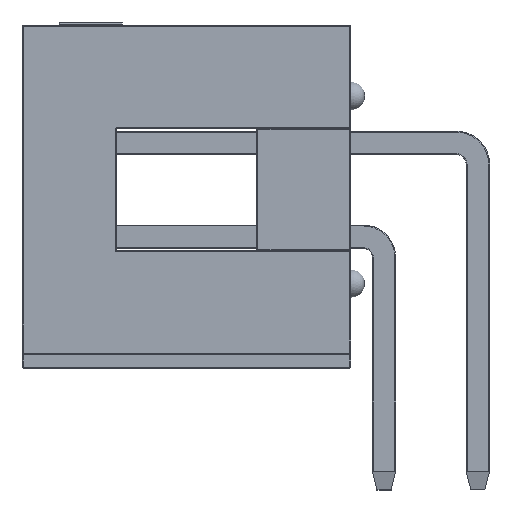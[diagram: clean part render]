
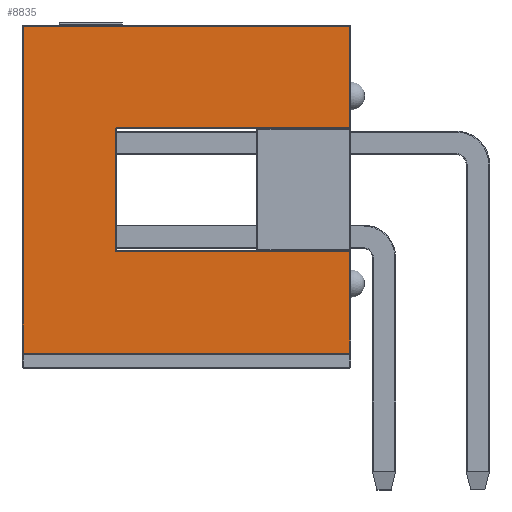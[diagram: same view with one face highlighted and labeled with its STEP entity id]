
A CAD part, front view. The second image highlights one B-rep face of the part: STEP entity #8835.
In plain terms, the highlighted face is planar.
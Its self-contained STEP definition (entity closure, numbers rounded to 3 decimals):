
#503=PLANE('',#9747);
#984=FACE_OUTER_BOUND('',#1529,.T.);
#1529=EDGE_LOOP('',(#7180,#7181,#7182,#7183,#7184,#7185,#7186,#7187,#7188,
#7189));
#2004=CIRCLE('',#9566,0.051);
#2038=CIRCLE('',#9615,0.051);
#2253=LINE('',#13757,#3070);
#2256=LINE('',#13796,#3073);
#2261=LINE('',#13824,#3078);
#2266=LINE('',#13846,#3083);
#2272=LINE('',#13876,#3089);
#2275=LINE('',#13880,#3092);
#2279=LINE('',#13886,#3096);
#2320=LINE('',#13948,#3137);
#3070=VECTOR('',#11035,10.);
#3073=VECTOR('',#11080,10.);
#3078=VECTOR('',#11113,10.);
#3083=VECTOR('',#11140,10.);
#3089=VECTOR('',#11176,10.);
#3092=VECTOR('',#11181,10.);
#3096=VECTOR('',#11189,10.);
#3137=VECTOR('',#11272,10.);
#4035=VERTEX_POINT('',#13519);
#4067=VERTEX_POINT('',#13693);
#4068=VERTEX_POINT('',#13695);
#4089=VERTEX_POINT('',#13752);
#4101=VERTEX_POINT('',#13787);
#4102=VERTEX_POINT('',#13788);
#4113=VERTEX_POINT('',#13819);
#4117=VERTEX_POINT('',#13839);
#4123=VERTEX_POINT('',#13859);
#4127=VERTEX_POINT('',#13867);
#4997=EDGE_CURVE('',#4067,#4068,#2004,.T.);
#5027=EDGE_CURVE('',#4035,#4089,#2253,.T.);
#5041=EDGE_CURVE('',#4101,#4102,#2038,.T.);
#5045=EDGE_CURVE('',#4102,#4067,#2256,.T.);
#5059=EDGE_CURVE('',#4089,#4113,#2261,.T.);
#5070=EDGE_CURVE('',#4117,#4101,#2266,.T.);
#5085=EDGE_CURVE('',#4123,#4127,#2272,.T.);
#5088=EDGE_CURVE('',#4127,#4117,#2275,.T.);
#5092=EDGE_CURVE('',#4113,#4123,#2279,.T.);
#5133=EDGE_CURVE('',#4068,#4035,#2320,.T.);
#7180=ORIENTED_EDGE('',*,*,#5085,.F.);
#7181=ORIENTED_EDGE('',*,*,#5092,.F.);
#7182=ORIENTED_EDGE('',*,*,#5059,.F.);
#7183=ORIENTED_EDGE('',*,*,#5027,.F.);
#7184=ORIENTED_EDGE('',*,*,#5133,.F.);
#7185=ORIENTED_EDGE('',*,*,#4997,.F.);
#7186=ORIENTED_EDGE('',*,*,#5045,.F.);
#7187=ORIENTED_EDGE('',*,*,#5041,.F.);
#7188=ORIENTED_EDGE('',*,*,#5070,.F.);
#7189=ORIENTED_EDGE('',*,*,#5088,.F.);
#8835=ADVANCED_FACE('',(#984),#503,.T.);
#9566=AXIS2_PLACEMENT_3D('',#13696,#10962,#10963);
#9615=AXIS2_PLACEMENT_3D('',#13789,#11070,#11071);
#9747=AXIS2_PLACEMENT_3D('',#14267,#11564,#11565);
#10962=DIRECTION('center_axis',(1.,0.,0.));
#10963=DIRECTION('ref_axis',(0.,-0.707,0.707));
#11035=DIRECTION('',(0.,-1.,0.));
#11070=DIRECTION('center_axis',(1.,0.,0.));
#11071=DIRECTION('ref_axis',(0.,0.707,0.707));
#11080=DIRECTION('',(0.,-1.,0.));
#11113=DIRECTION('',(0.,0.,1.));
#11140=DIRECTION('',(0.,0.,1.));
#11176=DIRECTION('',(0.,0.,-1.));
#11181=DIRECTION('',(0.,-1.,0.));
#11189=DIRECTION('',(0.,1.,0.));
#11272=DIRECTION('',(0.,0.,-1.));
#11564=DIRECTION('center_axis',(1.,0.,0.));
#11565=DIRECTION('ref_axis',(0.,1.,0.));
#13519=CARTESIAN_POINT('',(15.875,-1.676,0.025));
#13693=CARTESIAN_POINT('',(15.875,-1.626,6.375));
#13695=CARTESIAN_POINT('',(15.875,-1.676,6.325));
#13696=CARTESIAN_POINT('Origin',(15.875,-1.626,6.325));
#13752=CARTESIAN_POINT('',(15.875,-4.42,0.025));
#13757=CARTESIAN_POINT('',(15.875,-2.223,0.025));
#13787=CARTESIAN_POINT('',(15.875,1.676,6.325));
#13788=CARTESIAN_POINT('',(15.875,1.626,6.375));
#13789=CARTESIAN_POINT('Origin',(15.875,1.626,6.325));
#13796=CARTESIAN_POINT('',(15.875,-3.048,6.375));
#13819=CARTESIAN_POINT('',(15.875,-4.42,8.865));
#13824=CARTESIAN_POINT('',(15.875,-4.42,0.));
#13839=CARTESIAN_POINT('',(15.875,1.676,0.025));
#13846=CARTESIAN_POINT('',(15.875,1.676,3.175));
#13859=CARTESIAN_POINT('',(15.875,4.42,8.865));
#13867=CARTESIAN_POINT('',(15.875,4.42,0.025));
#13876=CARTESIAN_POINT('',(15.875,4.42,0.));
#13880=CARTESIAN_POINT('',(15.875,-2.223,0.025));
#13886=CARTESIAN_POINT('',(15.875,-2.223,8.865));
#13948=CARTESIAN_POINT('',(15.875,-1.676,0.));
#14267=CARTESIAN_POINT('Origin',(15.875,-4.445,0.));
